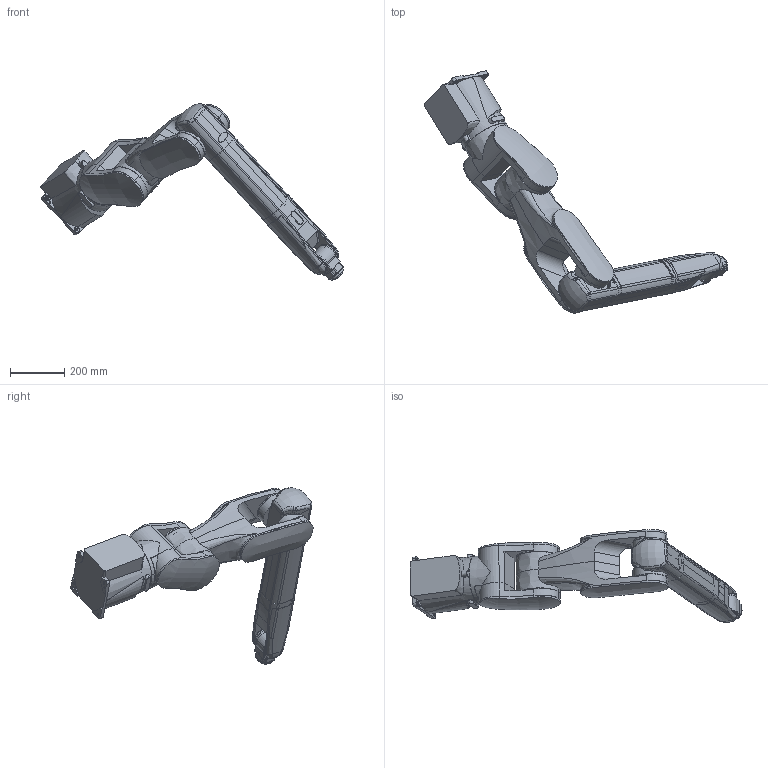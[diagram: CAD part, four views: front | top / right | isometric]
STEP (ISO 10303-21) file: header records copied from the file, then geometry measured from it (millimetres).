
FILE_DESCRIPTION (( 'STEP AP203' ), '1' );
FILE_NAME ('HH4L.STEP', '2020-06-15T01:37:26', ( 'fulluser' ), ( '' ), 'SwSTEP 2.0', 'SolidWorks 2017', '' );
FILE_SCHEMA (( 'CONFIG_CONTROL_DESIGN' ));
Length unit declared in the file: millimetre
Products named in the file (9): wrist body_1; HH4L; upper frame_1; lower frame_1; arm frame_1; mechanical interfarce_1; wrist holder_1; arm pipe; base frame
Assembly tree (8 placements, depth 2):
  HH4L
    arm frame_1
    arm pipe
    lower frame_1
    mechanical interfarce_1
    upper frame_1
    wrist body_1
    wrist holder_1
    base frame
Bounding box: 1118.59 x 893.41 x 649.76 mm (x, y, z)
Volume: 30992510.8 mm3; surface area: 2328704.6 mm2
Topology: 25 solids, 44 shells, 1400 faces, 3433 edges, 2182 vertices
Faces by surface type: cylinder 602, plane 460, cone 176, bspline 150, torus 12
Entity records: 56448 total; most frequent: CARTESIAN_POINT 23155, DIRECTION 6798, ORIENTED_EDGE 6714, EDGE_CURVE 3357, AXIS2_PLACEMENT_3D 2702, VERTEX_POINT 2182, EDGE_LOOP 1601, CIRCLE 1441
